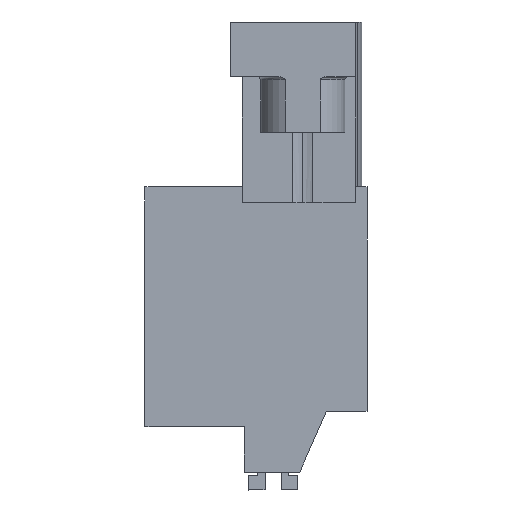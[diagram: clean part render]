
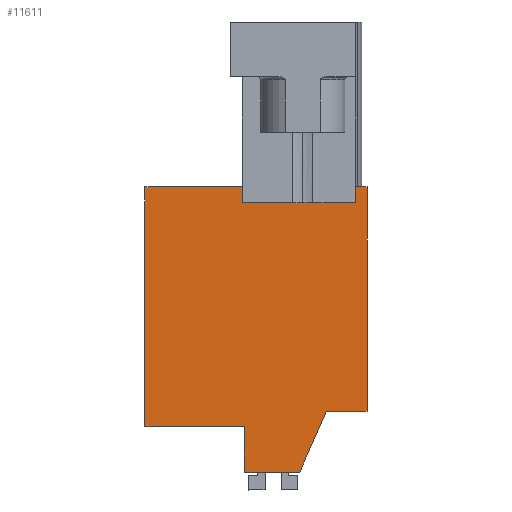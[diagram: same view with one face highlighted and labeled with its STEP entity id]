
A CAD part, left-side view. The second image highlights one B-rep face of the part: STEP entity #11611.
In plain terms, the highlighted planar face has unit normal (-1, 0, 0).
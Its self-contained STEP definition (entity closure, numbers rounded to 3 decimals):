
#11578=AXIS2_PLACEMENT_3D('Plane Axis2P3D',#11575,#11576,#11577) ;
#263=CARTESIAN_POINT('Vertex',(5.,0.,5.043)) ;
#266=CARTESIAN_POINT('Line Origine',(5.,1.3,5.043)) ;
#270=CARTESIAN_POINT('Vertex',(5.,2.6,5.043)) ;
#691=CARTESIAN_POINT('Vertex',(5.,7.85,4.043)) ;
#822=CARTESIAN_POINT('Vertex',(5.,7.85,1.143)) ;
#825=CARTESIAN_POINT('Line Origine',(5.,7.85,2.593)) ;
#1031=CARTESIAN_POINT('Vertex',(5.,0.,19.383)) ;
#1034=CARTESIAN_POINT('Line Origine',(5.,0.,12.213)) ;
#1568=CARTESIAN_POINT('Vertex',(5.,14.2,4.043)) ;
#1576=CARTESIAN_POINT('Line Origine',(5.,11.025,4.043)) ;
#3345=CARTESIAN_POINT('Vertex',(5.,7.968,19.383)) ;
#3348=CARTESIAN_POINT('Line Origine',(5.,7.968,18.883)) ;
#3352=CARTESIAN_POINT('Vertex',(5.,7.968,18.383)) ;
#3427=CARTESIAN_POINT('Vertex',(5.,14.2,19.383)) ;
#3430=CARTESIAN_POINT('Line Origine',(5.,11.084,19.383)) ;
#3452=CARTESIAN_POINT('Line Origine',(5.,14.2,11.713)) ;
#4100=CARTESIAN_POINT('Vertex',(5.,0.723,19.383)) ;
#4103=CARTESIAN_POINT('Line Origine',(5.,0.361,19.383)) ;
#11549=CARTESIAN_POINT('Line Origine',(5.,3.45,3.093)) ;
#11553=CARTESIAN_POINT('Vertex',(5.,4.3,1.143)) ;
#11575=CARTESIAN_POINT('Axis2P3D Location',(5.,6.8,19.383)) ;
#11580=CARTESIAN_POINT('Line Origine',(5.,6.075,1.143)) ;
#11585=CARTESIAN_POINT('Line Origine',(5.,0.723,18.883)) ;
#11589=CARTESIAN_POINT('Vertex',(5.,0.723,18.383)) ;
#11592=CARTESIAN_POINT('Line Origine',(5.,4.345,18.383)) ;
#267=DIRECTION('Vector Direction',(0.,-1.,0.)) ;
#826=DIRECTION('Vector Direction',(0.,0.,-1.)) ;
#1035=DIRECTION('Vector Direction',(0.,0.,1.)) ;
#1577=DIRECTION('Vector Direction',(0.,-1.,0.)) ;
#3349=DIRECTION('Vector Direction',(0.,0.,-1.)) ;
#3431=DIRECTION('Vector Direction',(0.,1.,0.)) ;
#3453=DIRECTION('Vector Direction',(0.,0.,-1.)) ;
#4104=DIRECTION('Vector Direction',(0.,1.,0.)) ;
#11550=DIRECTION('Vector Direction',(0.,-0.4,0.917)) ;
#11576=DIRECTION('Axis2P3D Direction',(-1.,0.,0.)) ;
#11577=DIRECTION('Axis2P3D XDirection',(0.,1.,0.)) ;
#11581=DIRECTION('Vector Direction',(0.,-1.,0.)) ;
#11586=DIRECTION('Vector Direction',(0.,0.,-1.)) ;
#11593=DIRECTION('Vector Direction',(0.,-1.,0.)) ;
#268=VECTOR('Line Direction',#267,1.) ;
#827=VECTOR('Line Direction',#826,1.) ;
#1036=VECTOR('Line Direction',#1035,1.) ;
#1578=VECTOR('Line Direction',#1577,1.) ;
#3350=VECTOR('Line Direction',#3349,1.) ;
#3432=VECTOR('Line Direction',#3431,1.) ;
#3454=VECTOR('Line Direction',#3453,1.) ;
#4105=VECTOR('Line Direction',#4104,1.) ;
#11551=VECTOR('Line Direction',#11550,1.) ;
#11582=VECTOR('Line Direction',#11581,1.) ;
#11587=VECTOR('Line Direction',#11586,1.) ;
#11594=VECTOR('Line Direction',#11593,1.) ;
#11598=ORIENTED_EDGE('',*,*,#3434,.T.) ;
#11599=ORIENTED_EDGE('',*,*,#3456,.T.) ;
#11600=ORIENTED_EDGE('',*,*,#1580,.T.) ;
#11601=ORIENTED_EDGE('',*,*,#829,.T.) ;
#11602=ORIENTED_EDGE('',*,*,#11584,.T.) ;
#11603=ORIENTED_EDGE('',*,*,#11555,.T.) ;
#11604=ORIENTED_EDGE('',*,*,#272,.T.) ;
#11605=ORIENTED_EDGE('',*,*,#1038,.T.) ;
#11606=ORIENTED_EDGE('',*,*,#4107,.T.) ;
#11607=ORIENTED_EDGE('',*,*,#11591,.T.) ;
#11608=ORIENTED_EDGE('',*,*,#11596,.F.) ;
#11609=ORIENTED_EDGE('',*,*,#3354,.T.) ;
#11611=ADVANCED_FACE('HOUSING',(#11610),#11579,.T.) ;
#272=EDGE_CURVE('',#271,#264,#269,.T.) ;
#829=EDGE_CURVE('',#692,#823,#828,.T.) ;
#1038=EDGE_CURVE('',#264,#1032,#1037,.T.) ;
#1580=EDGE_CURVE('',#1569,#692,#1579,.T.) ;
#3354=EDGE_CURVE('',#3353,#3346,#3351,.F.) ;
#3434=EDGE_CURVE('',#3346,#3428,#3433,.T.) ;
#3456=EDGE_CURVE('',#3428,#1569,#3455,.T.) ;
#4107=EDGE_CURVE('',#1032,#4101,#4106,.T.) ;
#11555=EDGE_CURVE('',#11554,#271,#11552,.T.) ;
#11584=EDGE_CURVE('',#823,#11554,#11583,.T.) ;
#11591=EDGE_CURVE('',#4101,#11590,#11588,.T.) ;
#11596=EDGE_CURVE('',#3353,#11590,#11595,.T.) ;
#11597=EDGE_LOOP('',(#11598,#11599,#11600,#11601,#11602,#11603,#11604,#11605,#11606,#11607,#11608,#11609)) ;
#11610=FACE_OUTER_BOUND('',#11597,.T.) ;
#269=LINE('Line',#266,#268) ;
#828=LINE('Line',#825,#827) ;
#1037=LINE('Line',#1034,#1036) ;
#1579=LINE('Line',#1576,#1578) ;
#3351=LINE('Line',#3348,#3350) ;
#3433=LINE('Line',#3430,#3432) ;
#3455=LINE('Line',#3452,#3454) ;
#4106=LINE('Line',#4103,#4105) ;
#11552=LINE('Line',#11549,#11551) ;
#11583=LINE('Line',#11580,#11582) ;
#11588=LINE('Line',#11585,#11587) ;
#11595=LINE('Line',#11592,#11594) ;
#11579=PLANE('',#11578) ;
#264=VERTEX_POINT('',#263) ;
#271=VERTEX_POINT('',#270) ;
#692=VERTEX_POINT('',#691) ;
#823=VERTEX_POINT('',#822) ;
#1032=VERTEX_POINT('',#1031) ;
#1569=VERTEX_POINT('',#1568) ;
#3346=VERTEX_POINT('',#3345) ;
#3353=VERTEX_POINT('',#3352) ;
#3428=VERTEX_POINT('',#3427) ;
#4101=VERTEX_POINT('',#4100) ;
#11554=VERTEX_POINT('',#11553) ;
#11590=VERTEX_POINT('',#11589) ;
